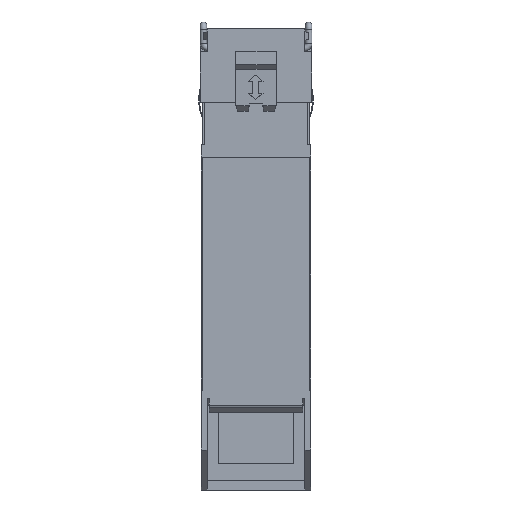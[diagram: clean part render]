
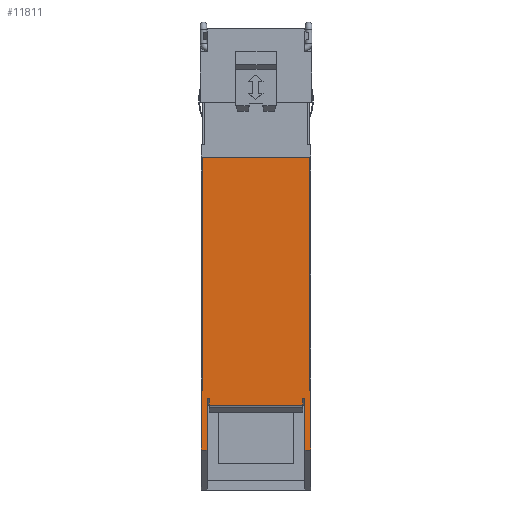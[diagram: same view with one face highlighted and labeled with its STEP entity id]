
A CAD part, front view. The second image highlights one B-rep face of the part: STEP entity #11811.
In plain terms, the highlighted planar face has unit normal (0, -1, 0).
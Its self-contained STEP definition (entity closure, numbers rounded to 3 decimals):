
#160 = DIRECTION ( 'NONE',  ( 0., 0., -1. ) ) ;
#264 = VECTOR ( 'NONE', #8005, 1000. ) ;
#283 = VERTEX_POINT ( 'NONE', #7182 ) ;
#477 = CARTESIAN_POINT ( 'NONE',  ( 5.75, 0.1, -36.269 ) ) ;
#541 = ORIENTED_EDGE ( 'NONE', *, *, #5598, .T. ) ;
#622 = VECTOR ( 'NONE', #14406, 1000. ) ;
#667 = EDGE_CURVE ( 'NONE', #11921, #3055, #7221, .T. ) ;
#727 = VERTEX_POINT ( 'NONE', #12389 ) ;
#742 = EDGE_CURVE ( 'NONE', #6163, #4808, #5280, .T. ) ;
#817 = EDGE_CURVE ( 'NONE', #15618, #727, #3761, .T. ) ;
#996 = EDGE_CURVE ( 'NONE', #2433, #6212, #11603, .T. ) ;
#1043 = DIRECTION ( 'NONE',  ( 0., -1., 0. ) ) ;
#1181 = AXIS2_PLACEMENT_3D ( 'NONE', #2299, #1043, #5907 ) ;
#1194 = CARTESIAN_POINT ( 'NONE',  ( -6.6, 0.1, -6.7 ) ) ;
#1334 = DIRECTION ( 'NONE',  ( 0., 0., 1. ) ) ;
#1383 = LINE ( 'NONE', #11809, #7535 ) ;
#1389 = CARTESIAN_POINT ( 'NONE',  ( 5.25, 0.1, -37.118 ) ) ;
#1410 = CARTESIAN_POINT ( 'NONE',  ( 6.7, 0.1, -35.3 ) ) ;
#1480 = DIRECTION ( 'NONE',  ( 0., 0., 1. ) ) ;
#1712 = CARTESIAN_POINT ( 'NONE',  ( -6.7, 0.1, -35.3 ) ) ;
#1724 = EDGE_CURVE ( 'NONE', #8840, #15618, #3356, .T. ) ;
#1808 = ORIENTED_EDGE ( 'NONE', *, *, #7748, .F. ) ;
#1937 = CARTESIAN_POINT ( 'NONE',  ( -6.6, 0.1, -35.3 ) ) ;
#1977 = DIRECTION ( 'NONE',  ( -1., 0., 0. ) ) ;
#2033 = VERTEX_POINT ( 'NONE', #9993 ) ;
#2213 = EDGE_CURVE ( 'NONE', #11921, #6049, #6400, .T. ) ;
#2299 = CARTESIAN_POINT ( 'NONE',  ( 0., 0.1, 0. ) ) ;
#2433 = VERTEX_POINT ( 'NONE', #4787 ) ;
#2551 = VECTOR ( 'NONE', #6338, 1000. ) ;
#2576 = LINE ( 'NONE', #12242, #5832 ) ;
#2674 = FACE_OUTER_BOUND ( 'NONE', #11091, .T. ) ;
#2776 = VERTEX_POINT ( 'NONE', #6388 ) ;
#2848 = VECTOR ( 'NONE', #1334, 1000. ) ;
#2913 = VECTOR ( 'NONE', #12556, 1000. ) ;
#2973 = CARTESIAN_POINT ( 'NONE',  ( 6.7, 0.1, -42.6 ) ) ;
#3055 = VERTEX_POINT ( 'NONE', #7820 ) ;
#3160 = ORIENTED_EDGE ( 'NONE', *, *, #10146, .T. ) ;
#3162 = ORIENTED_EDGE ( 'NONE', *, *, #3548, .F. ) ;
#3207 = DIRECTION ( 'NONE',  ( 0., 0., -1. ) ) ;
#3356 = LINE ( 'NONE', #8698, #10257 ) ;
#3548 = EDGE_CURVE ( 'NONE', #2033, #2776, #15910, .T. ) ;
#3761 = LINE ( 'NONE', #13718, #7411 ) ;
#4193 = CARTESIAN_POINT ( 'NONE',  ( 6.6, 0.1, -35.3 ) ) ;
#4485 = EDGE_CURVE ( 'NONE', #727, #6163, #2576, .T. ) ;
#4787 = CARTESIAN_POINT ( 'NONE',  ( 6., 0.1, -42.6 ) ) ;
#4808 = VERTEX_POINT ( 'NONE', #1937 ) ;
#5096 = VERTEX_POINT ( 'NONE', #6056 ) ;
#5168 = CARTESIAN_POINT ( 'NONE',  ( 6.7, 0.1, 8.601 ) ) ;
#5280 = LINE ( 'NONE', #15626, #11817 ) ;
#5361 = ORIENTED_EDGE ( 'NONE', *, *, #12053, .F. ) ;
#5515 = DIRECTION ( 'NONE',  ( 0., 0., 1. ) ) ;
#5598 = EDGE_CURVE ( 'NONE', #4808, #6049, #15924, .T. ) ;
#5832 = VECTOR ( 'NONE', #15254, 1000. ) ;
#5907 = DIRECTION ( 'NONE',  ( 0., 0., -1. ) ) ;
#6049 = VERTEX_POINT ( 'NONE', #1712 ) ;
#6056 = CARTESIAN_POINT ( 'NONE',  ( -6., 0.1, -36.269 ) ) ;
#6163 = VERTEX_POINT ( 'NONE', #1194 ) ;
#6202 = DIRECTION ( 'NONE',  ( 1., 0., 0. ) ) ;
#6212 = VERTEX_POINT ( 'NONE', #2973 ) ;
#6258 = VERTEX_POINT ( 'NONE', #477 ) ;
#6338 = DIRECTION ( 'NONE',  ( -1., 0., 0. ) ) ;
#6388 = CARTESIAN_POINT ( 'NONE',  ( -5.75, 0.1, -36.269 ) ) ;
#6400 = LINE ( 'NONE', #14446, #264 ) ;
#6639 = CARTESIAN_POINT ( 'NONE',  ( -5.85, 0.1, -36.269 ) ) ;
#6739 = LINE ( 'NONE', #13151, #622 ) ;
#7182 = CARTESIAN_POINT ( 'NONE',  ( 5.75, 0.1, -37.118 ) ) ;
#7221 = LINE ( 'NONE', #9968, #7981 ) ;
#7411 = VECTOR ( 'NONE', #1480, 1000. ) ;
#7535 = VECTOR ( 'NONE', #1977, 1000. ) ;
#7588 = ORIENTED_EDGE ( 'NONE', *, *, #8923, .F. ) ;
#7663 = ORIENTED_EDGE ( 'NONE', *, *, #817, .T. ) ;
#7703 = CARTESIAN_POINT ( 'NONE',  ( 5.75, 0.1, -36.269 ) ) ;
#7709 = EDGE_CURVE ( 'NONE', #8840, #6212, #9850, .T. ) ;
#7748 = EDGE_CURVE ( 'NONE', #2776, #5096, #12342, .T. ) ;
#7820 = CARTESIAN_POINT ( 'NONE',  ( -6., 0.1, -42.6 ) ) ;
#7981 = VECTOR ( 'NONE', #8895, 1000. ) ;
#8005 = DIRECTION ( 'NONE',  ( 0., 0., 1. ) ) ;
#8378 = PLANE ( 'NONE',  #1181 ) ;
#8567 = VERTEX_POINT ( 'NONE', #11462 ) ;
#8698 = CARTESIAN_POINT ( 'NONE',  ( 6.7, 0.1, -35.3 ) ) ;
#8726 = CARTESIAN_POINT ( 'NONE',  ( -6.7, 0.1, -42.6 ) ) ;
#8840 = VERTEX_POINT ( 'NONE', #1410 ) ;
#8895 = DIRECTION ( 'NONE',  ( 1., 0., 0. ) ) ;
#8923 = EDGE_CURVE ( 'NONE', #6258, #283, #13330, .T. ) ;
#9059 = ORIENTED_EDGE ( 'NONE', *, *, #7709, .F. ) ;
#9381 = ORIENTED_EDGE ( 'NONE', *, *, #742, .T. ) ;
#9397 = LINE ( 'NONE', #12380, #2848 ) ;
#9850 = LINE ( 'NONE', #5168, #2913 ) ;
#9968 = CARTESIAN_POINT ( 'NONE',  ( 96.282, 0.1, -42.6 ) ) ;
#9993 = CARTESIAN_POINT ( 'NONE',  ( -5.75, 0.1, -37.118 ) ) ;
#10055 = VECTOR ( 'NONE', #3207, 1000. ) ;
#10093 = EDGE_CURVE ( 'NONE', #8567, #6258, #1383, .T. ) ;
#10120 = ORIENTED_EDGE ( 'NONE', *, *, #4485, .T. ) ;
#10146 = EDGE_CURVE ( 'NONE', #3055, #5096, #6739, .T. ) ;
#10257 = VECTOR ( 'NONE', #15679, 1000. ) ;
#11091 = EDGE_LOOP ( 'NONE', ( #1808, #3162, #14127, #7588, #13565, #5361, #14588, #9059, #14897, #7663, #10120, #9381, #541, #12450, #11417, #3160 ) ) ;
#11132 = CARTESIAN_POINT ( 'NONE',  ( 96.282, 0.1, -42.6 ) ) ;
#11231 = VECTOR ( 'NONE', #13666, 1000. ) ;
#11417 = ORIENTED_EDGE ( 'NONE', *, *, #667, .T. ) ;
#11462 = CARTESIAN_POINT ( 'NONE',  ( 6., 0.1, -36.269 ) ) ;
#11603 = LINE ( 'NONE', #11132, #11231 ) ;
#11809 = CARTESIAN_POINT ( 'NONE',  ( 6., 0.1, -36.269 ) ) ;
#11811 = ADVANCED_FACE ( 'NONE', ( #2674 ), #8378, .T. ) ;
#11817 = VECTOR ( 'NONE', #160, 1000. ) ;
#11921 = VERTEX_POINT ( 'NONE', #8726 ) ;
#12053 = EDGE_CURVE ( 'NONE', #2433, #8567, #9397, .T. ) ;
#12055 = EDGE_CURVE ( 'NONE', #2033, #283, #15967, .T. ) ;
#12242 = CARTESIAN_POINT ( 'NONE',  ( 6.6, 0.1, -6.7 ) ) ;
#12342 = LINE ( 'NONE', #6639, #2551 ) ;
#12380 = CARTESIAN_POINT ( 'NONE',  ( 6., 0.1, -45.15 ) ) ;
#12389 = CARTESIAN_POINT ( 'NONE',  ( 6.6, 0.1, -6.7 ) ) ;
#12450 = ORIENTED_EDGE ( 'NONE', *, *, #2213, .F. ) ;
#12556 = DIRECTION ( 'NONE',  ( 0., 0., -1. ) ) ;
#12607 = VECTOR ( 'NONE', #13314, 1000. ) ;
#12967 = VECTOR ( 'NONE', #5515, 1000. ) ;
#13022 = VECTOR ( 'NONE', #6202, 1000. ) ;
#13151 = CARTESIAN_POINT ( 'NONE',  ( -6., 0.1, -45.15 ) ) ;
#13314 = DIRECTION ( 'NONE',  ( -1., 0., 0. ) ) ;
#13330 = LINE ( 'NONE', #7703, #10055 ) ;
#13565 = ORIENTED_EDGE ( 'NONE', *, *, #10093, .F. ) ;
#13666 = DIRECTION ( 'NONE',  ( 1., 0., 0. ) ) ;
#13718 = CARTESIAN_POINT ( 'NONE',  ( 6.6, 0.1, -7.014 ) ) ;
#14127 = ORIENTED_EDGE ( 'NONE', *, *, #12055, .T. ) ;
#14406 = DIRECTION ( 'NONE',  ( 0., 0., 1. ) ) ;
#14446 = CARTESIAN_POINT ( 'NONE',  ( -6.7, 0.1, -45.15 ) ) ;
#14588 = ORIENTED_EDGE ( 'NONE', *, *, #996, .T. ) ;
#14897 = ORIENTED_EDGE ( 'NONE', *, *, #1724, .T. ) ;
#15023 = CARTESIAN_POINT ( 'NONE',  ( -6., 0.1, -35.3 ) ) ;
#15254 = DIRECTION ( 'NONE',  ( -1., 0., 0. ) ) ;
#15365 = CARTESIAN_POINT ( 'NONE',  ( -5.75, 0.1, -37.118 ) ) ;
#15618 = VERTEX_POINT ( 'NONE', #4193 ) ;
#15626 = CARTESIAN_POINT ( 'NONE',  ( -6.6, 0.1, -6.7 ) ) ;
#15679 = DIRECTION ( 'NONE',  ( -1., 0., 0. ) ) ;
#15910 = LINE ( 'NONE', #15365, #12967 ) ;
#15924 = LINE ( 'NONE', #15023, #12607 ) ;
#15967 = LINE ( 'NONE', #1389, #13022 ) ;
